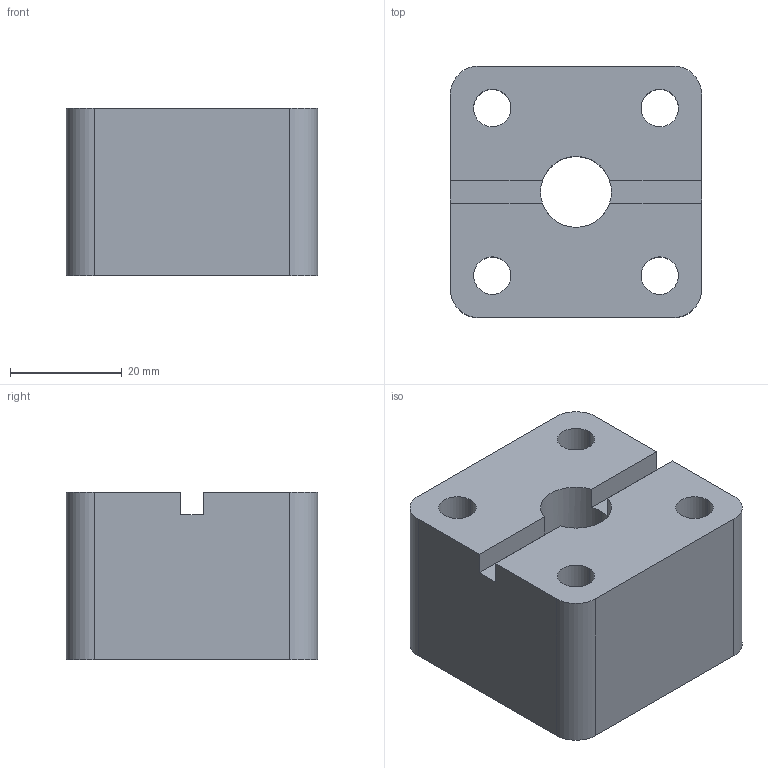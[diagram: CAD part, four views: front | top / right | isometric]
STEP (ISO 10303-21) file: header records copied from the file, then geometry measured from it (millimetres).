
FILE_DESCRIPTION (( 'STEP AP214' ), '1' );
FILE_NAME ('LensPlateOutputCoupler.step', '2020-10-12T18:41:01', ( '' ), ( '' ), 'SwSTEP 2.0', 'SolidWorks 2019', '' );
FILE_SCHEMA (( 'AUTOMOTIVE_DESIGN' ));
Length unit declared in the file: millimetre
Products named in the file (1): LensPlateOutputCoupler
Bounding box: 45 x 45 x 30 mm (x, y, z)
Volume: 51457.9 mm3; surface area: 12646 mm2
Topology: 1 solids, 1 shells, 31 faces, 88 edges, 57 vertices
Faces by surface type: cylinder 16, plane 13, cone 2
Entity records: 1106 total; most frequent: DIRECTION 186, CARTESIAN_POINT 175, ORIENTED_EDGE 172, EDGE_CURVE 86, AXIS2_PLACEMENT_3D 68, VERTEX_POINT 57, LINE 50, VECTOR 50
